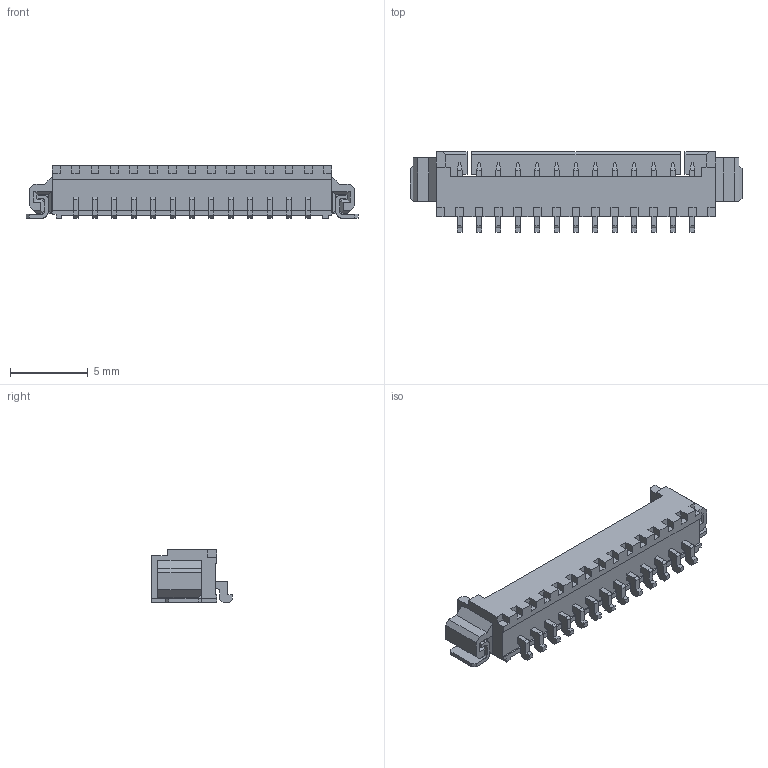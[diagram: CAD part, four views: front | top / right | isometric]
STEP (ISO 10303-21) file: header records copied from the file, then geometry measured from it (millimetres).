
FILE_DESCRIPTION((''),'2;1');
FILE_NAME('532611371','2014-11-12T',('me'),(''),'PRO/ENGINEER BY PARAMETRIC TECHNOLOGY CORPORATION, 2011490','PRO/ENGINEER BY PARAMETRIC TECHNOLOGY CORPORATION, 2011490','');
FILE_SCHEMA(('CONFIG_CONTROL_DESIGN'));
Length unit declared in the file: millimetre
Products named in the file (1): 532611371
Bounding box: 21.4 x 5.2 x 3.4 mm (x, y, z)
Volume: 130 mm3; surface area: 525.9 mm2
Topology: 1 solids, 1 shells, 490 faces, 1373 edges, 920 vertices
Faces by surface type: plane 456, cylinder 34
Entity records: 15347 total; most frequent: CARTESIAN_POINT 2710, ORIENTED_EDGE 2612, DIRECTION 2427, EDGE_CURVE 1306, VECTOR 1301, LINE 1301, VERTEX_POINT 846, AXIS2_PLACEMENT_3D 563
